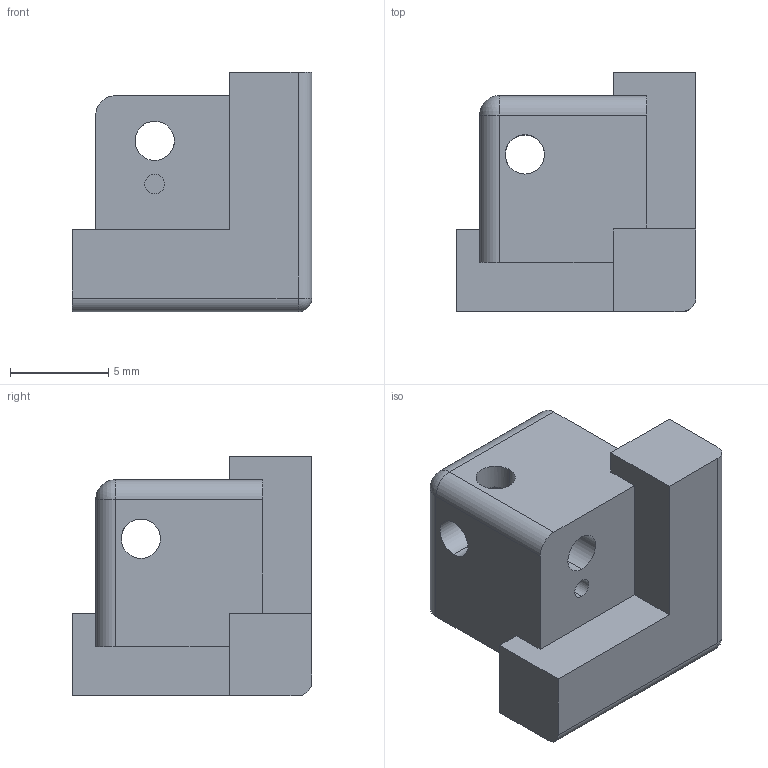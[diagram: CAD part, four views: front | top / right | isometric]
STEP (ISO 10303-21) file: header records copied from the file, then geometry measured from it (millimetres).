
FILE_DESCRIPTION (( 'STEP AP214' ), '1' );
FILE_NAME ('褒1.STEP', '2022-05-21T11:06:13', ( '' ), ( '' ), 'SwSTEP 2.0', 'SolidWorks 2020', '' );
FILE_SCHEMA (( 'AUTOMOTIVE_DESIGN' ));
Length unit declared in the file: millimetre
Products named in the file (1): 褒1
Bounding box: 12.2 x 12.2 x 12.2 mm (x, y, z)
Volume: 962.9 mm3; surface area: 891.3 mm2
Topology: 1 solids, 1 shells, 44 faces, 125 edges, 80 vertices
Faces by surface type: cylinder 21, plane 21, sphere 2
Entity records: 1568 total; most frequent: CARTESIAN_POINT 377, ORIENTED_EDGE 246, DIRECTION 234, EDGE_CURVE 123, AXIS2_PLACEMENT_3D 81, VERTEX_POINT 80, LINE 72, VECTOR 72
